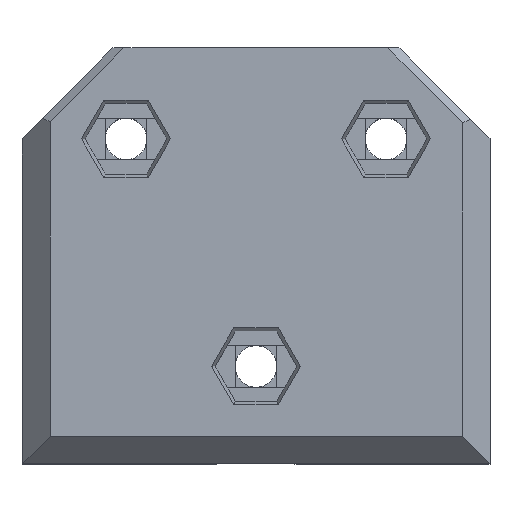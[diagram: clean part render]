
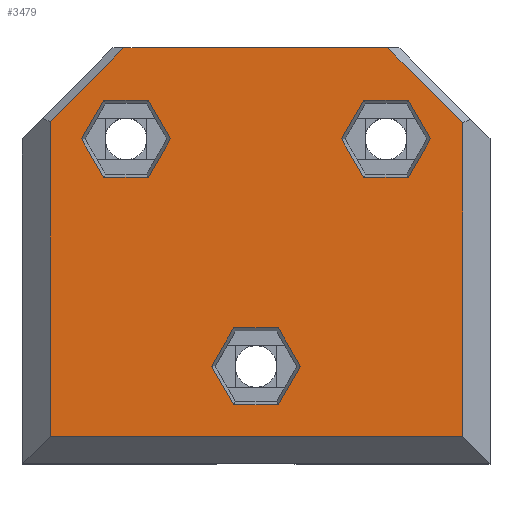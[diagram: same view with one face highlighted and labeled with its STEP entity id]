
A CAD part, top view. The second image highlights one B-rep face of the part: STEP entity #3479.
In plain terms, the highlighted planar face has unit normal (0, 0, 1).
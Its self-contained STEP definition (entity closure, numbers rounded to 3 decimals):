
#36=FACE_BOUND('',#529,.T.);
#37=FACE_BOUND('',#530,.T.);
#38=FACE_BOUND('',#531,.T.);
#162=PLANE('',#3702);
#336=FACE_OUTER_BOUND('',#528,.T.);
#528=EDGE_LOOP('',(#2973,#2974,#2975,#2976,#2977,#2978));
#529=EDGE_LOOP('',(#2979,#2980,#2981,#2982,#2983,#2984));
#530=EDGE_LOOP('',(#2985,#2986,#2987,#2988,#2989,#2990));
#531=EDGE_LOOP('',(#2991,#2992,#2993,#2994,#2995,#2996));
#864=LINE('',#5335,#1295);
#867=LINE('',#5340,#1298);
#869=LINE('',#5344,#1300);
#871=LINE('',#5348,#1302);
#873=LINE('',#5352,#1304);
#874=LINE('',#5354,#1305);
#876=LINE('',#5359,#1307);
#879=LINE('',#5364,#1310);
#881=LINE('',#5368,#1312);
#883=LINE('',#5372,#1314);
#885=LINE('',#5376,#1316);
#886=LINE('',#5378,#1317);
#888=LINE('',#5383,#1319);
#891=LINE('',#5388,#1322);
#893=LINE('',#5392,#1324);
#895=LINE('',#5396,#1326);
#897=LINE('',#5400,#1328);
#898=LINE('',#5402,#1329);
#901=LINE('',#5408,#1332);
#902=LINE('',#5411,#1333);
#905=LINE('',#5416,#1336);
#907=LINE('',#5420,#1338);
#909=LINE('',#5424,#1340);
#910=LINE('',#5426,#1341);
#1295=VECTOR('',#4325,3.427);
#1298=VECTOR('',#4330,3.427);
#1300=VECTOR('',#4334,3.428);
#1302=VECTOR('',#4338,3.427);
#1304=VECTOR('',#4342,3.427);
#1305=VECTOR('',#4345,3.428);
#1307=VECTOR('',#4349,3.427);
#1310=VECTOR('',#4354,3.427);
#1312=VECTOR('',#4358,3.428);
#1314=VECTOR('',#4362,3.427);
#1316=VECTOR('',#4366,3.427);
#1317=VECTOR('',#4369,3.428);
#1319=VECTOR('',#4373,3.427);
#1322=VECTOR('',#4378,3.427);
#1324=VECTOR('',#4382,3.428);
#1326=VECTOR('',#4386,3.427);
#1328=VECTOR('',#4390,3.427);
#1329=VECTOR('',#4393,3.428);
#1332=VECTOR('',#4398,24.141);
#1333=VECTOR('',#4401,8.144);
#1336=VECTOR('',#4406,20.297);
#1338=VECTOR('',#4410,8.023);
#1340=VECTOR('',#4414,24.227);
#1341=VECTOR('',#4417,31.729);
#1704=VERTEX_POINT('',#5332);
#1705=VERTEX_POINT('',#5334);
#1706=VERTEX_POINT('',#5338);
#1707=VERTEX_POINT('',#5342);
#1708=VERTEX_POINT('',#5346);
#1709=VERTEX_POINT('',#5350);
#1710=VERTEX_POINT('',#5356);
#1711=VERTEX_POINT('',#5358);
#1712=VERTEX_POINT('',#5362);
#1713=VERTEX_POINT('',#5366);
#1714=VERTEX_POINT('',#5370);
#1715=VERTEX_POINT('',#5374);
#1716=VERTEX_POINT('',#5380);
#1717=VERTEX_POINT('',#5382);
#1718=VERTEX_POINT('',#5386);
#1719=VERTEX_POINT('',#5390);
#1720=VERTEX_POINT('',#5394);
#1721=VERTEX_POINT('',#5398);
#1722=VERTEX_POINT('',#5404);
#1723=VERTEX_POINT('',#5406);
#1724=VERTEX_POINT('',#5410);
#1725=VERTEX_POINT('',#5414);
#1726=VERTEX_POINT('',#5418);
#1727=VERTEX_POINT('',#5422);
#2123=EDGE_CURVE('',#1705,#1704,#864,.T.);
#2126=EDGE_CURVE('',#1704,#1706,#867,.T.);
#2128=EDGE_CURVE('',#1706,#1707,#869,.T.);
#2130=EDGE_CURVE('',#1707,#1708,#871,.T.);
#2132=EDGE_CURVE('',#1708,#1709,#873,.T.);
#2133=EDGE_CURVE('',#1709,#1705,#874,.F.);
#2135=EDGE_CURVE('',#1711,#1710,#876,.T.);
#2138=EDGE_CURVE('',#1710,#1712,#879,.T.);
#2140=EDGE_CURVE('',#1712,#1713,#881,.T.);
#2142=EDGE_CURVE('',#1713,#1714,#883,.T.);
#2144=EDGE_CURVE('',#1714,#1715,#885,.T.);
#2145=EDGE_CURVE('',#1715,#1711,#886,.F.);
#2147=EDGE_CURVE('',#1717,#1716,#888,.T.);
#2150=EDGE_CURVE('',#1716,#1718,#891,.T.);
#2152=EDGE_CURVE('',#1718,#1719,#893,.F.);
#2154=EDGE_CURVE('',#1719,#1720,#895,.T.);
#2156=EDGE_CURVE('',#1720,#1721,#897,.T.);
#2157=EDGE_CURVE('',#1721,#1717,#898,.T.);
#2160=EDGE_CURVE('',#1722,#1723,#901,.T.);
#2161=EDGE_CURVE('',#1723,#1724,#902,.T.);
#2164=EDGE_CURVE('',#1724,#1725,#905,.F.);
#2166=EDGE_CURVE('',#1725,#1726,#907,.T.);
#2168=EDGE_CURVE('',#1726,#1727,#909,.F.);
#2169=EDGE_CURVE('',#1727,#1722,#910,.T.);
#2973=ORIENTED_EDGE('',*,*,#2168,.T.);
#2974=ORIENTED_EDGE('',*,*,#2169,.T.);
#2975=ORIENTED_EDGE('',*,*,#2160,.T.);
#2976=ORIENTED_EDGE('',*,*,#2161,.T.);
#2977=ORIENTED_EDGE('',*,*,#2164,.T.);
#2978=ORIENTED_EDGE('',*,*,#2166,.T.);
#2979=ORIENTED_EDGE('',*,*,#2156,.T.);
#2980=ORIENTED_EDGE('',*,*,#2157,.T.);
#2981=ORIENTED_EDGE('',*,*,#2147,.T.);
#2982=ORIENTED_EDGE('',*,*,#2150,.T.);
#2983=ORIENTED_EDGE('',*,*,#2152,.T.);
#2984=ORIENTED_EDGE('',*,*,#2154,.T.);
#2985=ORIENTED_EDGE('',*,*,#2144,.T.);
#2986=ORIENTED_EDGE('',*,*,#2145,.T.);
#2987=ORIENTED_EDGE('',*,*,#2135,.T.);
#2988=ORIENTED_EDGE('',*,*,#2138,.T.);
#2989=ORIENTED_EDGE('',*,*,#2140,.T.);
#2990=ORIENTED_EDGE('',*,*,#2142,.T.);
#2991=ORIENTED_EDGE('',*,*,#2132,.T.);
#2992=ORIENTED_EDGE('',*,*,#2133,.T.);
#2993=ORIENTED_EDGE('',*,*,#2123,.T.);
#2994=ORIENTED_EDGE('',*,*,#2126,.T.);
#2995=ORIENTED_EDGE('',*,*,#2128,.T.);
#2996=ORIENTED_EDGE('',*,*,#2130,.T.);
#3479=ADVANCED_FACE('',(#336,#36,#37,#38),#162,.T.);
#3702=AXIS2_PLACEMENT_3D('',#5427,#4418,#4419);
#4325=DIRECTION('',(-0.5,0.866,0.));
#4330=DIRECTION('',(0.5,0.866,0.));
#4334=DIRECTION('',(1.,0.,0.));
#4338=DIRECTION('',(0.5,-0.866,0.));
#4342=DIRECTION('',(-0.5,-0.866,0.));
#4345=DIRECTION('',(1.,0.,0.));
#4349=DIRECTION('',(-0.5,0.866,0.));
#4354=DIRECTION('',(0.5,0.866,0.));
#4358=DIRECTION('',(1.,0.,0.));
#4362=DIRECTION('',(0.5,-0.866,0.));
#4366=DIRECTION('',(-0.5,-0.866,0.));
#4369=DIRECTION('',(1.,0.,0.));
#4373=DIRECTION('',(0.5,-0.866,0.));
#4378=DIRECTION('',(-0.5,-0.866,0.));
#4382=DIRECTION('',(1.,0.,0.));
#4386=DIRECTION('',(-0.5,0.866,0.));
#4390=DIRECTION('',(0.5,0.866,0.));
#4393=DIRECTION('',(1.,0.,0.));
#4398=DIRECTION('',(0.,1.,0.));
#4401=DIRECTION('',(-0.707,0.707,0.));
#4406=DIRECTION('',(1.,0.,0.));
#4410=DIRECTION('',(-0.707,-0.707,0.));
#4414=DIRECTION('',(0.,1.,0.));
#4417=DIRECTION('',(1.,0.,0.));
#4418=DIRECTION('center_axis',(0.,0.,
1.));
#4419=DIRECTION('ref_axis',(1.,0.,0.));
#5332=CARTESIAN_POINT('',(-135.024,1.365,-259.034));
#5334=CARTESIAN_POINT('',(-133.31,-1.603,-259.034));
#5335=CARTESIAN_POINT('',(-133.31,-1.603,-259.034));
#5338=CARTESIAN_POINT('',(-133.31,4.334,-259.034));
#5340=CARTESIAN_POINT('',(-135.024,1.365,-259.034));
#5342=CARTESIAN_POINT('',(-129.882,4.334,-259.034));
#5344=CARTESIAN_POINT('',(-133.31,4.334,-259.034));
#5346=CARTESIAN_POINT('',(-128.169,1.365,-259.034));
#5348=CARTESIAN_POINT('',(-129.882,4.334,-259.034));
#5350=CARTESIAN_POINT('',(-129.882,-1.603,-259.034));
#5352=CARTESIAN_POINT('',(-128.169,1.365,-259.034));
#5354=CARTESIAN_POINT('',(-133.31,-1.603,-259.034));
#5356=CARTESIAN_POINT('',(-125.024,18.865,-259.034));
#5358=CARTESIAN_POINT('',(-123.31,15.897,-259.034));
#5359=CARTESIAN_POINT('',(-123.31,15.897,-259.034));
#5362=CARTESIAN_POINT('',(-123.31,21.834,-259.034));
#5364=CARTESIAN_POINT('',(-125.024,18.865,-259.034));
#5366=CARTESIAN_POINT('',(-119.882,21.834,-259.034));
#5368=CARTESIAN_POINT('',(-123.31,21.834,-259.034));
#5370=CARTESIAN_POINT('',(-118.169,18.865,-259.034));
#5372=CARTESIAN_POINT('',(-119.882,21.834,-259.034));
#5374=CARTESIAN_POINT('',(-119.882,15.897,-259.034));
#5376=CARTESIAN_POINT('',(-118.169,18.865,-259.034));
#5378=CARTESIAN_POINT('',(-123.31,15.897,-259.034));
#5380=CARTESIAN_POINT('',(-138.169,18.865,-259.034));
#5382=CARTESIAN_POINT('',(-139.882,21.834,-259.034));
#5383=CARTESIAN_POINT('',(-139.882,21.834,-259.034));
#5386=CARTESIAN_POINT('',(-139.882,15.897,-259.034));
#5388=CARTESIAN_POINT('',(-138.169,18.865,-259.034));
#5390=CARTESIAN_POINT('',(-143.31,15.897,-259.034));
#5392=CARTESIAN_POINT('',(-143.31,15.897,-259.034));
#5394=CARTESIAN_POINT('',(-145.024,18.865,-259.034));
#5396=CARTESIAN_POINT('',(-143.31,15.897,-259.034));
#5398=CARTESIAN_POINT('',(-143.31,21.834,-259.034));
#5400=CARTESIAN_POINT('',(-145.024,18.865,-259.034));
#5402=CARTESIAN_POINT('',(-143.31,21.834,-259.034));
#5404=CARTESIAN_POINT('',(-115.696,-4.035,-259.034));
#5406=CARTESIAN_POINT('',(-115.696,20.107,-259.034));
#5408=CARTESIAN_POINT('',(-115.696,-4.035,-259.034));
#5410=CARTESIAN_POINT('',(-121.455,25.865,-259.034));
#5411=CARTESIAN_POINT('',(-115.696,20.107,-259.034));
#5414=CARTESIAN_POINT('',(-141.752,25.865,-259.034));
#5416=CARTESIAN_POINT('',(-141.752,25.865,-259.034));
#5418=CARTESIAN_POINT('',(-147.425,20.192,-259.034));
#5420=CARTESIAN_POINT('',(-141.752,25.865,-259.034));
#5422=CARTESIAN_POINT('',(-147.425,-4.035,-259.034));
#5424=CARTESIAN_POINT('',(-147.425,-4.035,-259.034));
#5426=CARTESIAN_POINT('',(-147.425,-4.035,-259.034));
#5427=CARTESIAN_POINT('Origin',(-149.596,-6.135,-259.034));
